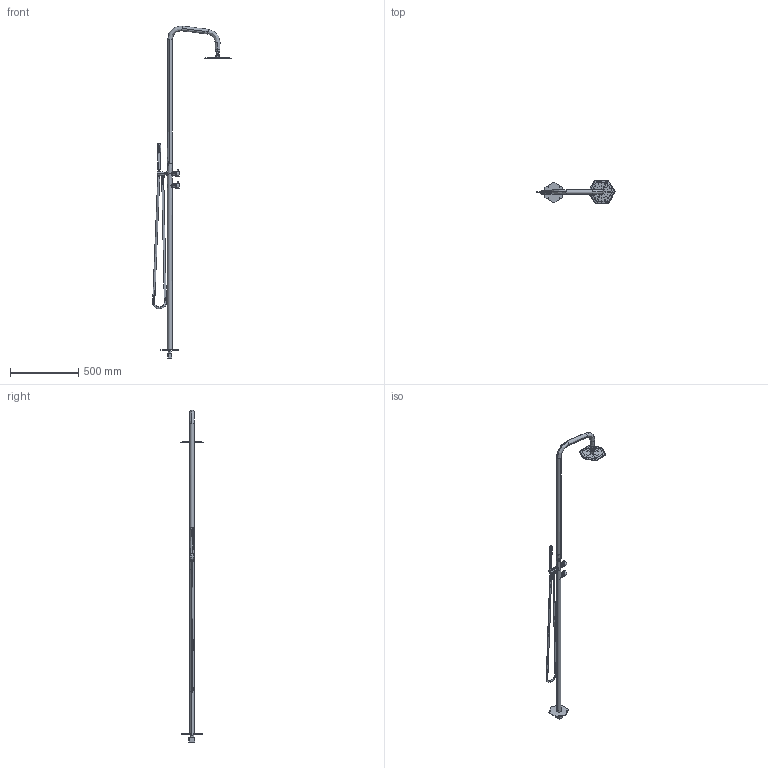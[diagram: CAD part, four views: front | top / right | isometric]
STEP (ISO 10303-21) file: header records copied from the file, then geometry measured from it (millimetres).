
FILE_DESCRIPTION(('CATIA V5 STEP Exchange','CAx-IF Rec.Pracs.--- Model Styling and Organization---1.5--- 2016-08-15','CAx-IF Rec.Pracs.---Supplemental Geometry---1.0---2011-11-01','CAx-IF Rec.Pracs.--- Composite Materials ---3.4---2017-06-13','CAx-IF Rec.Pracs.---Tessellated 3D Geometry---1.0---2015-12-17'),'2;1');
FILE_NAME('LX-XI005110.stp','2022-04-20T14:07:03+00:00',('none'),('none'),'CATIA Version 5-6 Release 2020 SP2','CATIA V5 STEP AP242 v2','none');
FILE_SCHEMA(('AP242_MANAGED_MODEL_BASED_3D_ENGINEERING_MIM_LF {1 0 10303 442 1 1 4}'));
Products named in the file (4): Product1; LX005100; P47028; PR9B726
Assembly tree (3 placements, depth 2):
  Product1
    LX005100
    P47028
    PR9B726
Bounding box: 575.89 x 175.52 x 2430.15 mm (x, y, z)
Volume: 1298078.3 mm3
Topology: 72 solids, 86 shells, 6084 faces, 18797 edges, 12988 vertices
Faces by surface type: bspline 2539, plane 1571, torus 774, cylinder 631, cone 434, sphere 135
Full cylindrical faces by diameter (mm): 19.4 x1
Entity records: 375412 total; most frequent: CARTESIAN_POINT 237106, ORIENTED_EDGE 37363, EDGE_CURVE 18721, VERTEX_POINT 12978, DIRECTION 11804, B_SPLINE_CURVE_WITH_KNOTS 10691, EDGE_LOOP 6691, AXIS2_PLACEMENT_3D 6292
